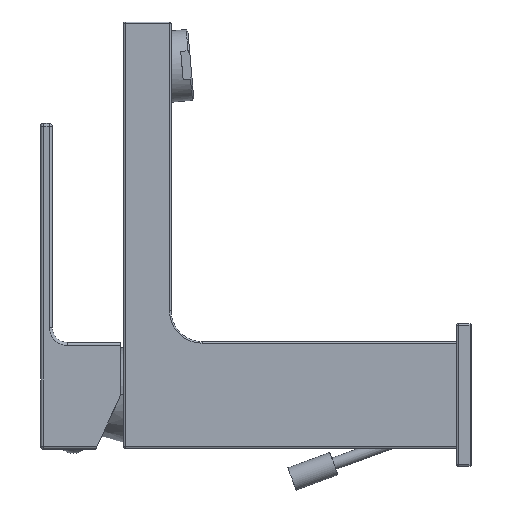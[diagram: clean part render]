
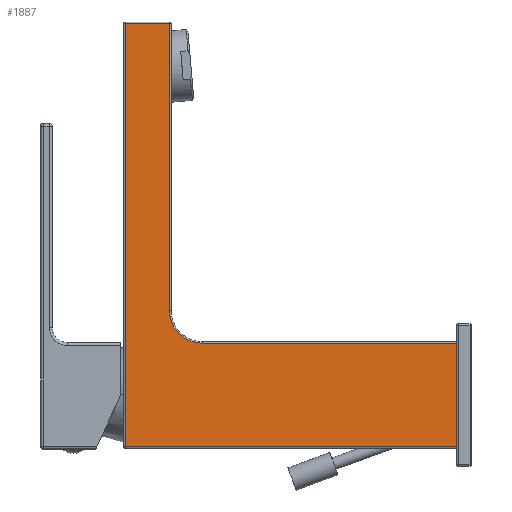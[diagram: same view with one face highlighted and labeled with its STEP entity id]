
A CAD part, left-side view. The second image highlights one B-rep face of the part: STEP entity #1887.
In plain terms, the highlighted planar face has unit normal (-1, 0, 0).
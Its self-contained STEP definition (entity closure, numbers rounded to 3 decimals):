
#323=DIRECTION('',(0.,0.,1.));
#324=VECTOR('',#323,35.);
#325=CARTESIAN_POINT('',(-18.,1.5,-17.5));
#326=LINE('',#325,#324);
#327=DIRECTION('',(0.,1.,0.));
#328=VECTOR('',#327,112.);
#329=CARTESIAN_POINT('',(-18.,1.5,-17.5));
#330=LINE('',#329,#328);
#331=DIRECTION('',(0.,0.,1.));
#332=VECTOR('',#331,143.);
#333=CARTESIAN_POINT('',(-18.,113.5,-17.5));
#334=LINE('',#333,#332);
#335=DIRECTION('',(0.,-1.,0.));
#336=VECTOR('',#335,15.);
#337=CARTESIAN_POINT('',(-18.,113.5,125.5));
#338=LINE('',#337,#336);
#339=DIRECTION('',(0.,0.,-1.));
#340=VECTOR('',#339,97.);
#341=CARTESIAN_POINT('',(-18.,98.5,125.5));
#342=LINE('',#341,#340);
#343=CARTESIAN_POINT('',(-18.,87.5,28.5));
#344=DIRECTION('',(-1.,0.,0.));
#345=DIRECTION('',(0.,1.,0.));
#346=AXIS2_PLACEMENT_3D('',#343,#344,#345);
#348=DIRECTION('',(0.,-1.,0.));
#349=VECTOR('',#348,86.);
#350=CARTESIAN_POINT('',(-18.,87.5,17.5));
#351=LINE('',#350,#349);
#943=CARTESIAN_POINT('',(-18.,113.5,125.5));
#945=VERTEX_POINT('',#943);
#965=CARTESIAN_POINT('',(-18.,113.5,-17.5));
#966=VERTEX_POINT('',#965);
#971=CARTESIAN_POINT('',(-18.,98.5,28.5));
#972=CARTESIAN_POINT('',(-18.,87.5,17.5));
#973=VERTEX_POINT('',#971);
#974=VERTEX_POINT('',#972);
#977=CARTESIAN_POINT('',(-18.,98.5,125.5));
#978=VERTEX_POINT('',#977);
#1115=CARTESIAN_POINT('',(-18.,1.5,-17.5));
#1116=CARTESIAN_POINT('',(-18.,1.5,17.5));
#1117=VERTEX_POINT('',#1115);
#1118=VERTEX_POINT('',#1116);
#1868=CARTESIAN_POINT('',(-18.,1.5,-37.607));
#1869=DIRECTION('',(1.,0.,0.));
#1870=DIRECTION('',(0.,1.,0.));
#1871=AXIS2_PLACEMENT_3D('',#1868,#1869,#1870);
#1872=PLANE('',#1871);
#1873=ORIENTED_EDGE('',*,*,#1230,.F.);
#1875=ORIENTED_EDGE('',*,*,#1874,.T.);
#1877=ORIENTED_EDGE('',*,*,#1876,.T.);
#1879=ORIENTED_EDGE('',*,*,#1878,.T.);
#1881=ORIENTED_EDGE('',*,*,#1880,.T.);
#1883=ORIENTED_EDGE('',*,*,#1882,.T.);
#1884=ORIENTED_EDGE('',*,*,#1848,.T.);
#1885=EDGE_LOOP('',(#1873,#1875,#1877,#1879,#1881,#1883,#1884));
#1886=FACE_OUTER_BOUND('',#1885,.F.);
#1887=ADVANCED_FACE('',(#1886),#1872,.F.);
#347=CIRCLE('',#346,11.);
#1230=EDGE_CURVE('',#1117,#1118,#326,.T.);
#1848=EDGE_CURVE('',#974,#1118,#351,.T.);
#1874=EDGE_CURVE('',#1117,#966,#330,.T.);
#1876=EDGE_CURVE('',#966,#945,#334,.T.);
#1878=EDGE_CURVE('',#945,#978,#338,.T.);
#1880=EDGE_CURVE('',#978,#973,#342,.T.);
#1882=EDGE_CURVE('',#973,#974,#347,.T.);
